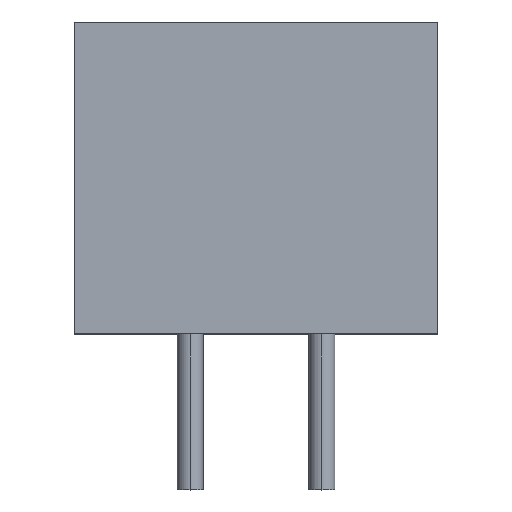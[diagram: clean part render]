
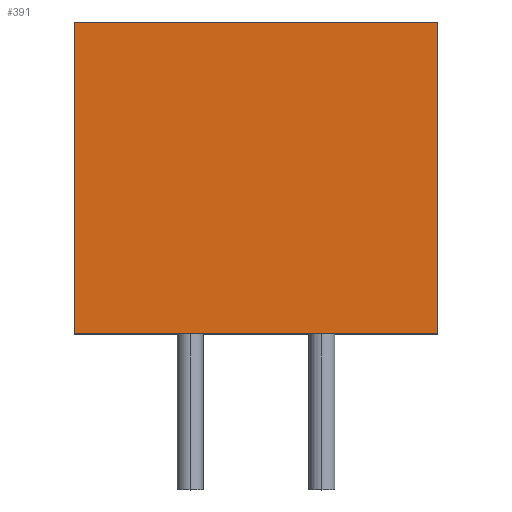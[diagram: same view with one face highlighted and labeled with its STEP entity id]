
A CAD part, top view. The second image highlights one B-rep face of the part: STEP entity #391.
In plain terms, the highlighted planar face has unit normal (0, 0, 1).
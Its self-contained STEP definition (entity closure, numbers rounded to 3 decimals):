
#17 = CARTESIAN_POINT ( 'NONE',  ( -3.5, 0., 3.5 ) ) ;
#46 = VERTEX_POINT ( 'NONE', #86 ) ;
#63 = CARTESIAN_POINT ( 'NONE',  ( -3.5, 6., 3.5 ) ) ;
#86 = CARTESIAN_POINT ( 'NONE',  ( 3.5, 0., 3.5 ) ) ;
#102 = ORIENTED_EDGE ( 'NONE', *, *, #368, .F. ) ;
#114 = PLANE ( 'NONE',  #512 ) ;
#135 = ORIENTED_EDGE ( 'NONE', *, *, #249, .T. ) ;
#154 = ORIENTED_EDGE ( 'NONE', *, *, #269, .T. ) ;
#160 = DIRECTION ( 'NONE',  ( 1., 0., 0. ) ) ;
#165 = VECTOR ( 'NONE', #160, 1000. ) ;
#178 = DIRECTION ( 'NONE',  ( -1., 0., 0. ) ) ;
#242 = CARTESIAN_POINT ( 'NONE',  ( -3.5, 6., 3.5 ) ) ;
#249 = EDGE_CURVE ( 'NONE', #673, #46, #567, .T. ) ;
#258 = CARTESIAN_POINT ( 'NONE',  ( 3.5, 6., 3.5 ) ) ;
#269 = EDGE_CURVE ( 'NONE', #808, #673, #921, .T. ) ;
#302 = VECTOR ( 'NONE', #703, 1000. ) ;
#321 = DIRECTION ( 'NONE',  ( 0., -1., 0. ) ) ;
#368 = EDGE_CURVE ( 'NONE', #390, #46, #627, .T. ) ;
#389 = FACE_OUTER_BOUND ( 'NONE', #793, .T. ) ;
#390 = VERTEX_POINT ( 'NONE', #576 ) ;
#391 = ADVANCED_FACE ( 'NONE', ( #389 ), #114, .F. ) ;
#402 = DIRECTION ( 'NONE',  ( 0., 0., -1. ) ) ;
#462 = EDGE_CURVE ( 'NONE', #808, #390, #783, .T. ) ;
#512 = AXIS2_PLACEMENT_3D ( 'NONE', #651, #402, #178 ) ;
#556 = VECTOR ( 'NONE', #321, 1000. ) ;
#565 = VECTOR ( 'NONE', #740, 1000. ) ;
#567 = LINE ( 'NONE', #623, #165 ) ;
#576 = CARTESIAN_POINT ( 'NONE',  ( 3.5, 6., 3.5 ) ) ;
#623 = CARTESIAN_POINT ( 'NONE',  ( -3.5, 0., 3.5 ) ) ;
#627 = LINE ( 'NONE', #258, #556 ) ;
#651 = CARTESIAN_POINT ( 'NONE',  ( -3.5, 6., 3.5 ) ) ;
#673 = VERTEX_POINT ( 'NONE', #17 ) ;
#703 = DIRECTION ( 'NONE',  ( 0., -1., 0. ) ) ;
#740 = DIRECTION ( 'NONE',  ( 1., 0., 0. ) ) ;
#755 = ORIENTED_EDGE ( 'NONE', *, *, #462, .F. ) ;
#783 = LINE ( 'NONE', #63, #565 ) ;
#793 = EDGE_LOOP ( 'NONE', ( #135, #102, #755, #154 ) ) ;
#808 = VERTEX_POINT ( 'NONE', #942 ) ;
#921 = LINE ( 'NONE', #242, #302 ) ;
#942 = CARTESIAN_POINT ( 'NONE',  ( -3.5, 6., 3.5 ) ) ;
